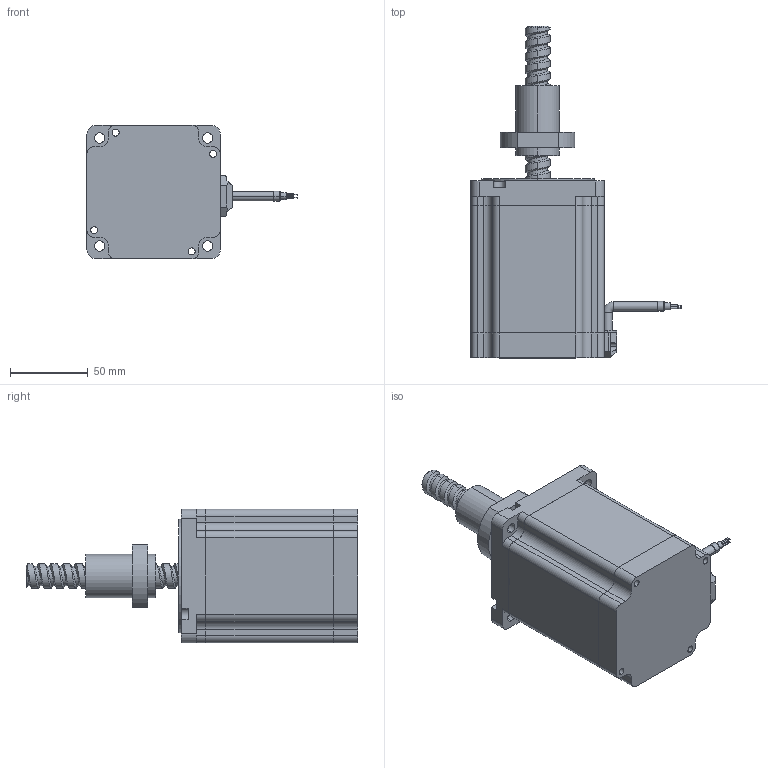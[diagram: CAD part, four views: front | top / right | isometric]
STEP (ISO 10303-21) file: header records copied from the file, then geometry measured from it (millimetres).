
FILE_DESCRIPTION (( 'STEP AP214' ), '1' );
FILE_NAME ('86E2114-BS1610-6-4-100-001.STEP', '2024-11-20T09:17:30', ( 'MM' ), ( 'Microsoft' ), 'SwSTEP 2.0', 'SolidWorks 2024', '' );
FILE_SCHEMA (( 'AUTOMOTIVE_DESIGN' ));
Length unit declared in the file: millimetre
Products named in the file (1): 86E2114-BS1610-6-4-100-001
Bounding box: 135.5 x 214 x 86 mm (x, y, z)
Volume: 814014.4 mm3; surface area: 81794.9 mm2
Topology: 5 solids, 5 shells, 315 faces, 830 edges, 544 vertices
Faces by surface type: cylinder 176, plane 114, torus 14, cone 8, bspline 3
Entity records: 16237 total; most frequent: CARTESIAN_POINT 8196, DIRECTION 1705, ORIENTED_EDGE 1660, EDGE_CURVE 830, AXIS2_PLACEMENT_3D 641, VERTEX_POINT 544, VECTOR 423, LINE 423
